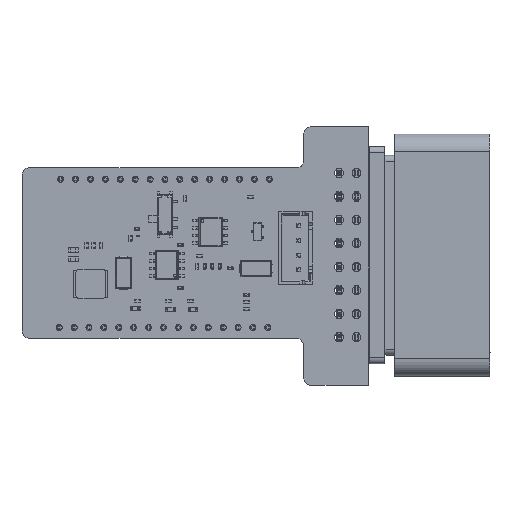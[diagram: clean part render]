
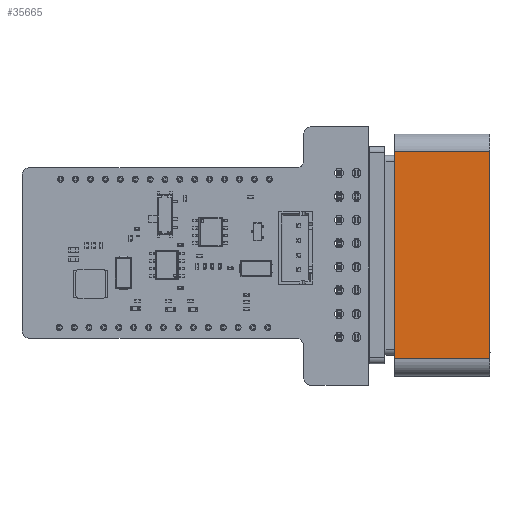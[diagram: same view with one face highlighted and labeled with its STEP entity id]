
A CAD part, top view. The second image highlights one B-rep face of the part: STEP entity #35665.
In plain terms, the highlighted face is planar.
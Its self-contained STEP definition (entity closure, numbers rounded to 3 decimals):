
#35135 = VERTEX_POINT('',#35136);
#35136 = CARTESIAN_POINT('',(31.65,-2.6,6.55));
#35154 = VERTEX_POINT('',#35155);
#35155 = CARTESIAN_POINT('',(31.65,-2.6,22.75));
#35162 = EDGE_CURVE('',#35135,#35154,#35163,.T.);
#35163 = LINE('',#35164,#35165);
#35164 = CARTESIAN_POINT('',(31.65,-2.6,6.55));
#35165 = VECTOR('',#35166,1.);
#35166 = DIRECTION('',(0.,0.,1.));
#35355 = VERTEX_POINT('',#35356);
#35356 = CARTESIAN_POINT('',(-3.65,-2.6,22.75));
#35372 = VERTEX_POINT('',#35373);
#35373 = CARTESIAN_POINT('',(-3.65,-2.6,6.55));
#35380 = EDGE_CURVE('',#35372,#35355,#35381,.T.);
#35381 = LINE('',#35382,#35383);
#35382 = CARTESIAN_POINT('',(-3.65,-2.6,6.55));
#35383 = VECTOR('',#35384,1.);
#35384 = DIRECTION('',(0.,0.,1.));
#35665 = ADVANCED_FACE('',(#35666),#35682,.T.);
#35666 = FACE_BOUND('',#35667,.T.);
#35667 = EDGE_LOOP('',(#35668,#35674,#35675,#35681));
#35668 = ORIENTED_EDGE('',*,*,#35669,.F.);
#35669 = EDGE_CURVE('',#35355,#35154,#35670,.T.);
#35670 = LINE('',#35671,#35672);
#35671 = CARTESIAN_POINT('',(31.65,-2.6,22.75));
#35672 = VECTOR('',#35673,1.);
#35673 = DIRECTION('',(1.,0.,0.));
#35674 = ORIENTED_EDGE('',*,*,#35380,.F.);
#35675 = ORIENTED_EDGE('',*,*,#35676,.T.);
#35676 = EDGE_CURVE('',#35372,#35135,#35677,.T.);
#35677 = LINE('',#35678,#35679);
#35678 = CARTESIAN_POINT('',(31.65,-2.6,6.55));
#35679 = VECTOR('',#35680,1.);
#35680 = DIRECTION('',(1.,0.,0.));
#35681 = ORIENTED_EDGE('',*,*,#35162,.T.);
#35682 = PLANE('',#35683);
#35683 = AXIS2_PLACEMENT_3D('',#35684,#35685,#35686);
#35684 = CARTESIAN_POINT('',(31.65,-2.6,6.55));
#35685 = DIRECTION('',(0.,-1.,0.));
#35686 = DIRECTION('',(1.,0.,0.));
